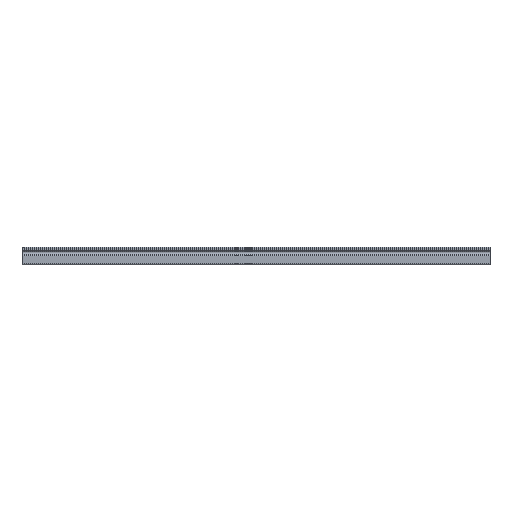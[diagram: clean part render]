
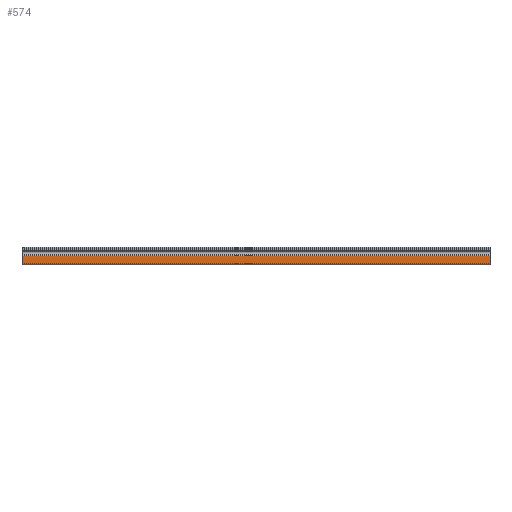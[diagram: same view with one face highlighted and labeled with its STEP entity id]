
A CAD part, left-side view. The second image highlights one B-rep face of the part: STEP entity #574.
In plain terms, the highlighted planar face has unit normal (-1, 0, 0).
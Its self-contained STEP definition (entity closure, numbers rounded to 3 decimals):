
#89 = VECTOR ( 'NONE', #4826, 1000. ) ;
#385 = FACE_OUTER_BOUND ( 'NONE', #396, .T. ) ;
#396 = EDGE_LOOP ( 'NONE', ( #969, #1613, #4095, #2283 ) ) ;
#473 = CARTESIAN_POINT ( 'NONE',  ( -21., 250., 0.6 ) ) ;
#480 = EDGE_CURVE ( 'NONE', #629, #3359, #1455, .T. ) ;
#574 = ADVANCED_FACE ( 'NONE', ( #385 ), #1582, .T. ) ;
#588 = CARTESIAN_POINT ( 'NONE',  ( -21., 250., 4.878 ) ) ;
#629 = VERTEX_POINT ( 'NONE', #588 ) ;
#660 = AXIS2_PLACEMENT_3D ( 'NONE', #4651, #2690, #3964 ) ;
#914 = CARTESIAN_POINT ( 'NONE',  ( -21., 0., 0.6 ) ) ;
#964 = LINE ( 'NONE', #1700, #89 ) ;
#969 = ORIENTED_EDGE ( 'NONE', *, *, #5014, .T. ) ;
#1121 = DIRECTION ( 'NONE',  ( 0., -1., 0. ) ) ;
#1135 = EDGE_CURVE ( 'NONE', #629, #3558, #964, .T. ) ;
#1142 = VECTOR ( 'NONE', #5019, 1000. ) ;
#1360 = EDGE_CURVE ( 'NONE', #3558, #3463, #3064, .T. ) ;
#1455 = LINE ( 'NONE', #1481, #2122 ) ;
#1481 = CARTESIAN_POINT ( 'NONE',  ( -21., 250., 4.878 ) ) ;
#1582 = PLANE ( 'NONE',  #660 ) ;
#1613 = ORIENTED_EDGE ( 'NONE', *, *, #480, .F. ) ;
#1700 = CARTESIAN_POINT ( 'NONE',  ( -21., 250., 4.878 ) ) ;
#1904 = VECTOR ( 'NONE', #4603, 1000. ) ;
#2122 = VECTOR ( 'NONE', #1121, 1000. ) ;
#2273 = CARTESIAN_POINT ( 'NONE',  ( -21., 250., 0.6 ) ) ;
#2283 = ORIENTED_EDGE ( 'NONE', *, *, #1360, .T. ) ;
#2690 = DIRECTION ( 'NONE',  ( -1., 0., 0. ) ) ;
#3064 = LINE ( 'NONE', #2273, #1142 ) ;
#3199 = CARTESIAN_POINT ( 'NONE',  ( -21., 0., 4.878 ) ) ;
#3359 = VERTEX_POINT ( 'NONE', #3199 ) ;
#3463 = VERTEX_POINT ( 'NONE', #914 ) ;
#3558 = VERTEX_POINT ( 'NONE', #473 ) ;
#3773 = CARTESIAN_POINT ( 'NONE',  ( -21., 0., 4.878 ) ) ;
#3964 = DIRECTION ( 'NONE',  ( 0., 0., 1. ) ) ;
#4095 = ORIENTED_EDGE ( 'NONE', *, *, #1135, .T. ) ;
#4200 = LINE ( 'NONE', #3773, #1904 ) ;
#4603 = DIRECTION ( 'NONE',  ( 0., 0., 1. ) ) ;
#4651 = CARTESIAN_POINT ( 'NONE',  ( -21., 250., 2.739 ) ) ;
#4826 = DIRECTION ( 'NONE',  ( 0., 0., -1. ) ) ;
#5014 = EDGE_CURVE ( 'NONE', #3463, #3359, #4200, .T. ) ;
#5019 = DIRECTION ( 'NONE',  ( 0., -1., 0. ) ) ;
